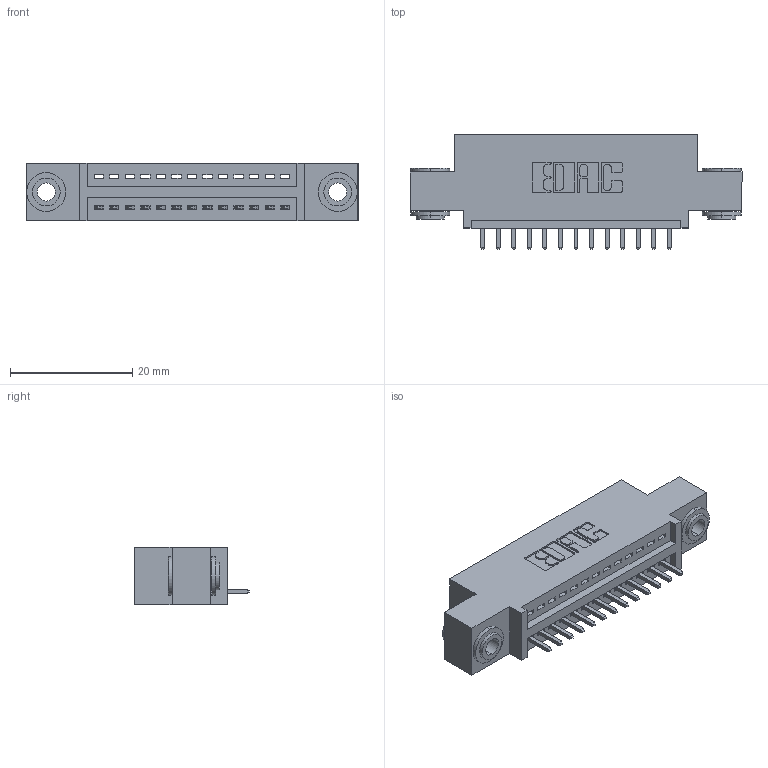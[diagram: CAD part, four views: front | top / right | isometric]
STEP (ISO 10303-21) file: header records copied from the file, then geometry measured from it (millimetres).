
FILE_DESCRIPTION (( 'STEP AP203' ), '1' );
FILE_NAME ('395-013-521-403.STEP', '2019-10-16T02:07:58', ( '' ), ( '' ), 'SwSTEP 2.0', 'SolidWorks 2016', '' );
FILE_SCHEMA (( 'CONFIG_CONTROL_DESIGN' ));
Length unit declared in the file: inch
Products named in the file (4): 345-292-001_345-293-121; 395-013-521-403; 345-250-002_345-250-002-102; 345 Part_0.110 Offset - 0.156 Dia-TH
Assembly tree (16 placements, depth 2):
  395-013-521-403
    345 Part_0.110 Offset - 0.156 Dia-TH
    345-292-001_345-293-121  x13
    345-250-002_345-250-002-102  x2
Bounding box: 54.23 x 18.72 x 9.4 mm (x, y, z)
Volume: 4822.2 mm3; surface area: 6165.9 mm2
Topology: 16 solids, 16 shells, 922 faces, 2717 edges, 1790 vertices
Faces by surface type: plane 614, cylinder 300, cone 8
Entity records: 14488 total; most frequent: CARTESIAN_POINT 2490, ORIENTED_EDGE 2430, DIRECTION 2247, EDGE_CURVE 1215, LINE 1007, VECTOR 1007, VERTEX_POINT 806, AXIS2_PLACEMENT_3D 620
